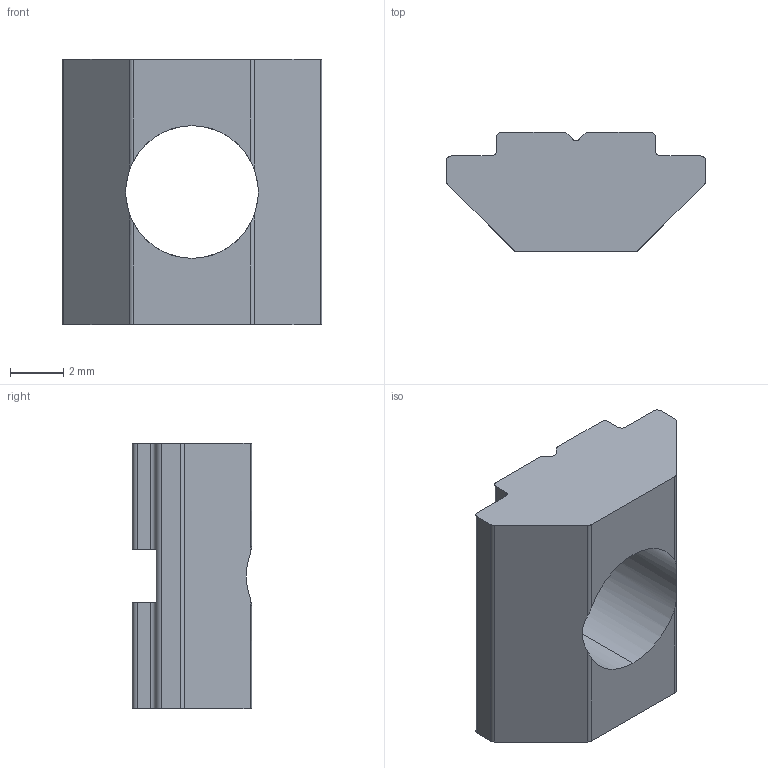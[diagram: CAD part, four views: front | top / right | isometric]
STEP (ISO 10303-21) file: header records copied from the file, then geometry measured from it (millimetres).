
FILE_DESCRIPTION (( 'STEP AP214' ), '1' );
FILE_NAME ('096506.STEP', '2014-08-18T07:32:13', ( '' ), ( '' ), 'SwSTEP 2.0', 'SolidWorks 2014', '' );
FILE_SCHEMA (( 'AUTOMOTIVE_DESIGN' ));
Length unit declared in the file: millimetre
Products named in the file (1): 096506
Bounding box: 9.8 x 4.5 x 10 mm (x, y, z)
Volume: 247.9 mm3; surface area: 345 mm2
Topology: 1 solids, 1 shells, 50 faces, 150 edges, 100 vertices
Faces by surface type: plane 26, cylinder 24
Entity records: 1770 total; most frequent: CARTESIAN_POINT 355, ORIENTED_EDGE 300, DIRECTION 278, EDGE_CURVE 150, VERTEX_POINT 100, AXIS2_PLACEMENT_3D 95, LINE 88, VECTOR 88
